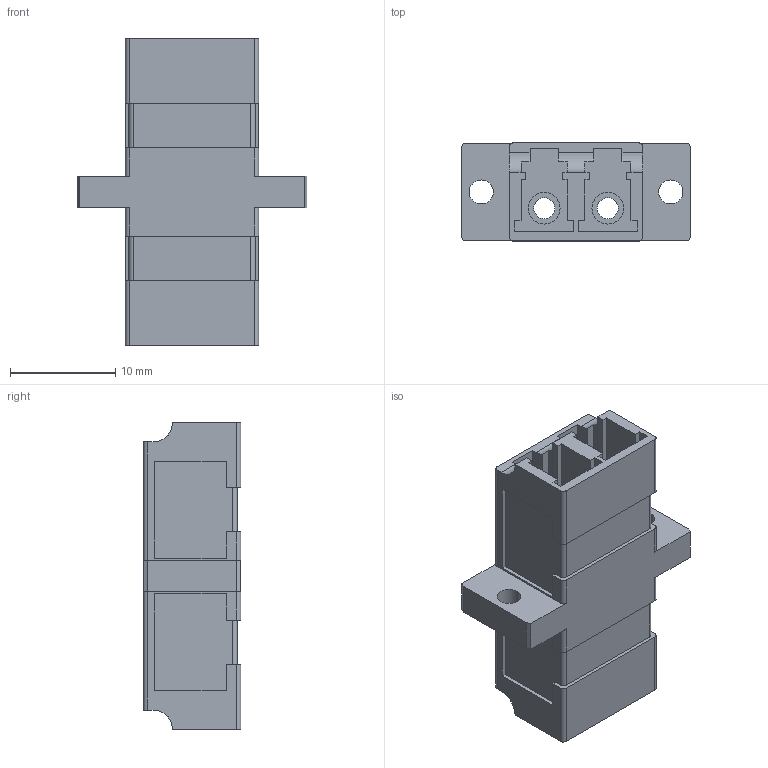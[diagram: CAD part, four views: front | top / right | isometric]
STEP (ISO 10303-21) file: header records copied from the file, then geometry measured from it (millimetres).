
FILE_DESCRIPTION (( 'STEP AP214' ), '1' );
FILE_NAME ('FOA-985_3D.STEP', '2020-06-26T18:49:39', ( '' ), ( '' ), 'SwSTEP 2.0', 'SolidWorks 2018', '' );
FILE_SCHEMA (( 'AUTOMOTIVE_DESIGN' ));
Length unit declared in the file: millimetre
Products named in the file (1): FOA-985_3D
Bounding box: 21.85 x 9.3 x 29.2 mm (x, y, z)
Volume: 1876.9 mm3; surface area: 3220.8 mm2
Topology: 1 solids, 1 shells, 246 faces, 682 edges, 452 vertices
Faces by surface type: plane 190, cylinder 38, bspline 18
Entity records: 9538 total; most frequent: CARTESIAN_POINT 2503, ORIENTED_EDGE 1364, DIRECTION 1188, EDGE_CURVE 682, VECTOR 562, LINE 562, VERTEX_POINT 452, AXIS2_PLACEMENT_3D 313
